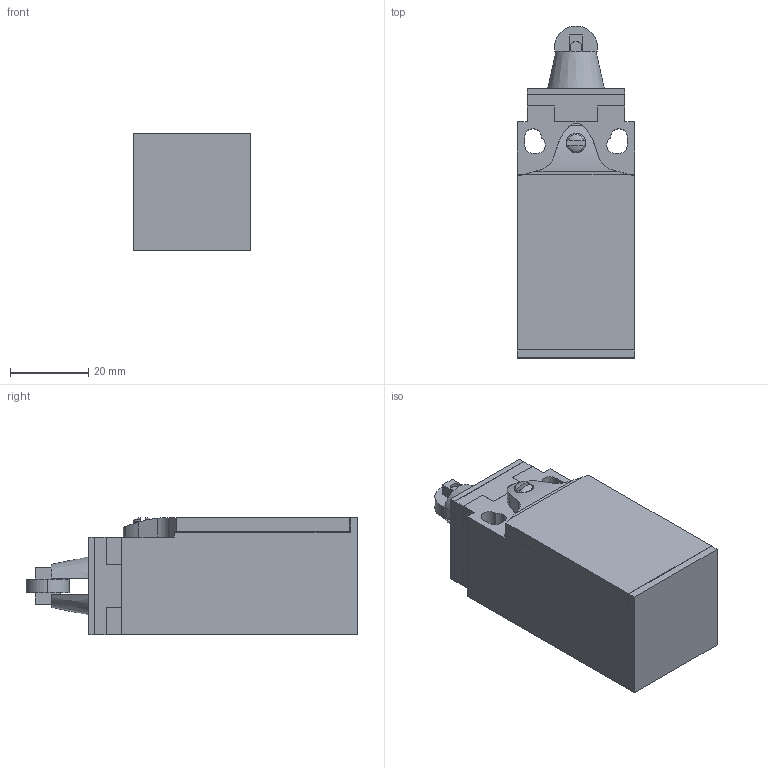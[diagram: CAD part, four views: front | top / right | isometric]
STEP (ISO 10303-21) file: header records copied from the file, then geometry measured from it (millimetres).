
FILE_DESCRIPTION(('STEP AP242'),'1');
FILE_NAME('switch_xckn2102g11.stp','2019-09-23T18:15:52',('TraceParts'),('TraceParts S.A.'),'Spatial InterOp 3D',' ',' ');
FILE_SCHEMA(('AP242_MANAGED_MODEL_BASED_3D_ENGINEERING_MIM_LF {1 0 10303 442 1 1 4}'));
Length unit declared in the file: millimetre
Products named in the file (1): switch_xckn2102g11_1
Bounding box: 30 x 85 x 30.05 mm (x, y, z)
Volume: 58032.8 mm3; surface area: 13862.4 mm2
Topology: 2 solids, 2 shells, 126 faces, 340 edges, 226 vertices
Faces by surface type: plane 91, cylinder 27, cone 4, torus 4
Entity records: 4165 total; most frequent: CARTESIAN_POINT 973, ORIENTED_EDGE 680, DIRECTION 624, EDGE_CURVE 340, LINE 254, VECTOR 254, VERTEX_POINT 226, AXIS2_PLACEMENT_3D 185
